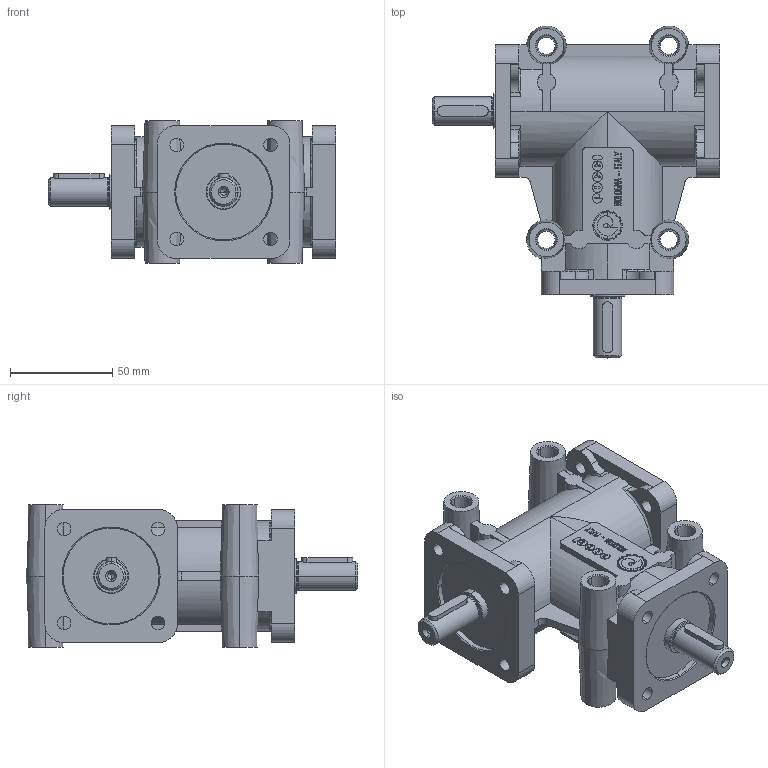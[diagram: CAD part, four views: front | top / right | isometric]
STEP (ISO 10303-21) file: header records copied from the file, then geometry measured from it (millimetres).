
FILE_DESCRIPTION(('STEP AP214'),'1');
FILE_NAME('182011121.stp','2017-10-10T10:46:57',('TraceParts'),('TraceParts S.A.'),'Spatial InterOp 3D',' ',' ');
FILE_SCHEMA(('automotive_design'));
Length unit declared in the file: millimetre
Products named in the file (1): 182011121
Bounding box: 141 x 162.72 x 70 mm (x, y, z)
Volume: 520391.9 mm3; surface area: 77189.8 mm2
Topology: 1 solids, 1 shells, 1043 faces, 2899 edges, 1924 vertices
Faces by surface type: plane 425, extrusion 344, cylinder 152, cone 102, torus 20
Entity records: 60631 total; most frequent: CARTESIAN_POINT 27189, ORIENTED_EDGE 5790, DIRECTION 4037, EDGE_CURVE 2895, VERTEX_POINT 1924, VECTOR 1597, B_SPLINE_CURVE_WITH_KNOTS 1466, LINE 1253
